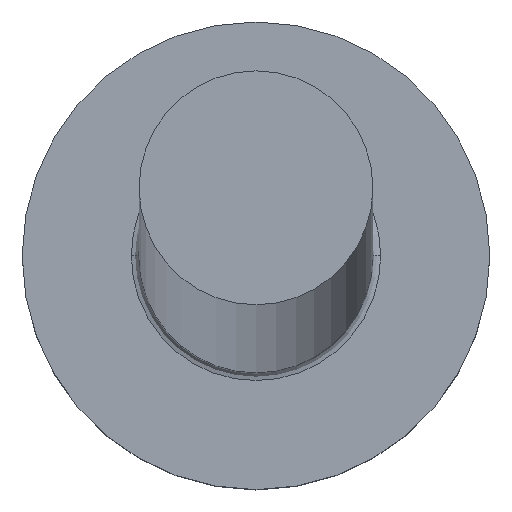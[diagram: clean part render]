
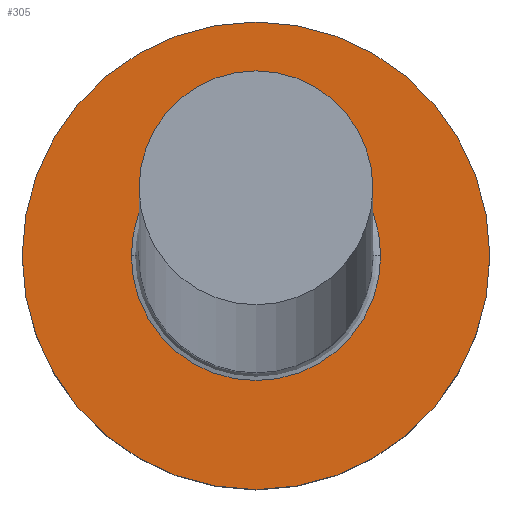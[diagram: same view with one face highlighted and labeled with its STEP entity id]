
A CAD part, top view. The second image highlights one B-rep face of the part: STEP entity #305.
In plain terms, the highlighted planar face has unit normal (0, 0, 1).
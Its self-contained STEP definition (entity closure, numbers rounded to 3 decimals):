
#11 = EDGE_LOOP ( 'NONE', ( #296, #247 ) ) ;
#22 = CIRCLE ( 'NONE', #50, 6. ) ;
#25 = CIRCLE ( 'NONE', #38, 6. ) ;
#27 = VERTEX_POINT ( 'NONE', #169 ) ;
#38 = AXIS2_PLACEMENT_3D ( 'NONE', #156, #46, #254 ) ;
#46 = DIRECTION ( 'NONE',  ( 0., 0., 1. ) ) ;
#50 = AXIS2_PLACEMENT_3D ( 'NONE', #206, #276, #115 ) ;
#63 = CARTESIAN_POINT ( 'NONE',  ( -3.2, 0., 5. ) ) ;
#72 = FACE_BOUND ( 'NONE', #11, .T. ) ;
#77 = EDGE_CURVE ( 'NONE', #131, #218, #84, .T. ) ;
#84 = CIRCLE ( 'NONE', #112, 3.2 ) ;
#85 = CIRCLE ( 'NONE', #114, 3.2 ) ;
#104 = CARTESIAN_POINT ( 'NONE',  ( 0., 0., 5. ) ) ;
#112 = AXIS2_PLACEMENT_3D ( 'NONE', #104, #196, #291 ) ;
#114 = AXIS2_PLACEMENT_3D ( 'NONE', #210, #292, #207 ) ;
#115 = DIRECTION ( 'NONE',  ( 1., 0., 0. ) ) ;
#121 = FACE_OUTER_BOUND ( 'NONE', #195, .T. ) ;
#131 = VERTEX_POINT ( 'NONE', #63 ) ;
#154 = EDGE_CURVE ( 'NONE', #241, #27, #22, .T. ) ;
#156 = CARTESIAN_POINT ( 'NONE',  ( 0., 0., 5. ) ) ;
#158 = CARTESIAN_POINT ( 'NONE',  ( 3.2, 0., 5. ) ) ;
#163 = DIRECTION ( 'NONE',  ( 1., 0., 0. ) ) ;
#169 = CARTESIAN_POINT ( 'NONE',  ( 6., 0., 5. ) ) ;
#179 = PLANE ( 'NONE',  #253 ) ;
#186 = EDGE_CURVE ( 'NONE', #218, #131, #85, .T. ) ;
#193 = ORIENTED_EDGE ( 'NONE', *, *, #205, .T. ) ;
#195 = EDGE_LOOP ( 'NONE', ( #252, #193 ) ) ;
#196 = DIRECTION ( 'NONE',  ( 0., 0., -1. ) ) ;
#205 = EDGE_CURVE ( 'NONE', #27, #241, #25, .T. ) ;
#206 = CARTESIAN_POINT ( 'NONE',  ( 0., 0., 5. ) ) ;
#207 = DIRECTION ( 'NONE',  ( 1., 0., 0. ) ) ;
#210 = CARTESIAN_POINT ( 'NONE',  ( 0., 0., 5. ) ) ;
#218 = VERTEX_POINT ( 'NONE', #158 ) ;
#226 = CARTESIAN_POINT ( 'NONE',  ( -6., 0., 5. ) ) ;
#229 = CARTESIAN_POINT ( 'NONE',  ( 0., 0., 5. ) ) ;
#241 = VERTEX_POINT ( 'NONE', #226 ) ;
#247 = ORIENTED_EDGE ( 'NONE', *, *, #77, .T. ) ;
#252 = ORIENTED_EDGE ( 'NONE', *, *, #154, .T. ) ;
#253 = AXIS2_PLACEMENT_3D ( 'NONE', #229, #280, #163 ) ;
#254 = DIRECTION ( 'NONE',  ( 1., 0., 0. ) ) ;
#276 = DIRECTION ( 'NONE',  ( 0., 0., 1. ) ) ;
#280 = DIRECTION ( 'NONE',  ( 0., 0., 1. ) ) ;
#291 = DIRECTION ( 'NONE',  ( 1., 0., 0. ) ) ;
#292 = DIRECTION ( 'NONE',  ( 0., 0., -1. ) ) ;
#296 = ORIENTED_EDGE ( 'NONE', *, *, #186, .T. ) ;
#305 = ADVANCED_FACE ( 'NONE', ( #72, #121 ), #179, .T. ) ;
